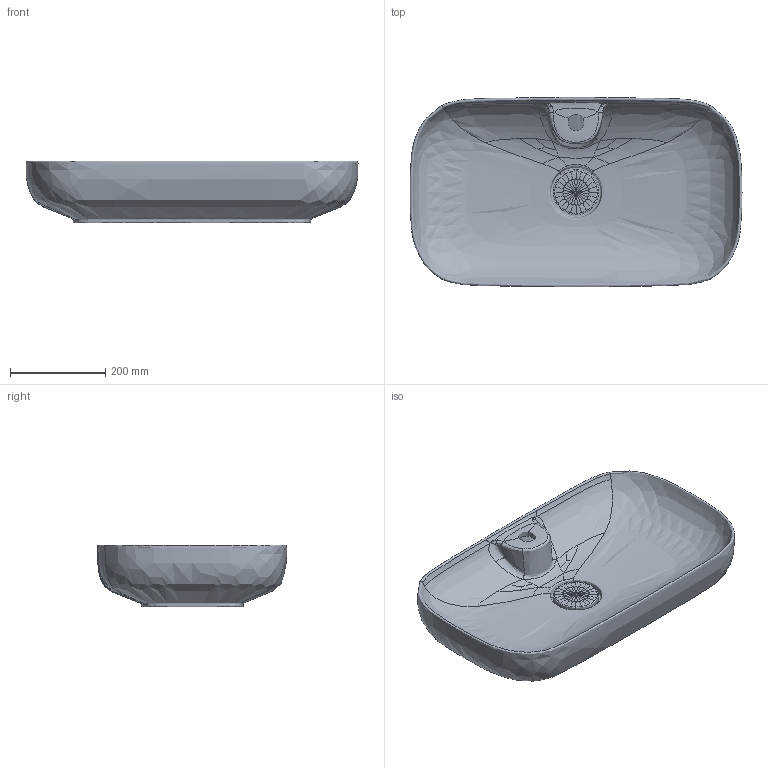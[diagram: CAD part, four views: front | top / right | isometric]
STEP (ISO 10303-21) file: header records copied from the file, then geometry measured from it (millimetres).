
FILE_DESCRIPTION(/* description */ (''),/* implementation_level */ '2;1');
FILE_NAME(/* name */ '16270',/* time_stamp */ '2025-07-03T17:30:27+03:00',/* author */ (''),/* organization */ (''),/* preprocessor_version */ 'ST-DEVELOPER v16.5',/* originating_system */ '',/* authorisation */ '');
FILE_SCHEMA (('AUTOMOTIVE_DESIGN_CC2'));
Length unit declared in the file: millimetre
Products named in the file (1): Document
Bounding box: 698.89 x 398.48 x 129.5 mm (x, y, z)
Surface area: 670128.6 mm2 (no closed solid volume)
Topology: 0 solids, 2 shells, 134 faces, 335 edges, 202 vertices
Faces by surface type: bspline 134
Entity records: 18707 total; most frequent: CARTESIAN_POINT 16601, ORIENTED_EDGE 664, EDGE_CURVE 335, B_SPLINE_CURVE_WITH_KNOTS 335, VERTEX_POINT 202, ADVANCED_FACE 134, FACE_OUTER_BOUND 134, EDGE_LOOP 134
